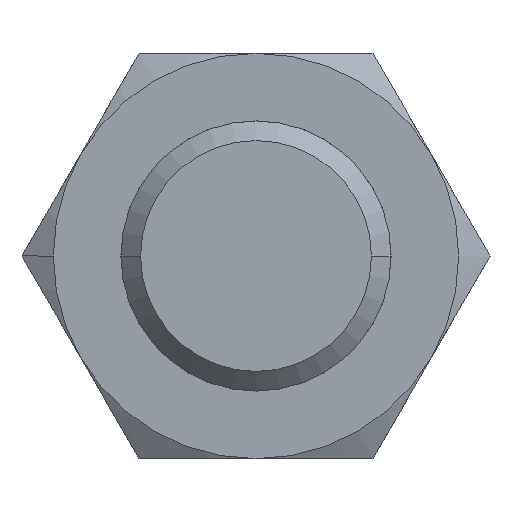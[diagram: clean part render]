
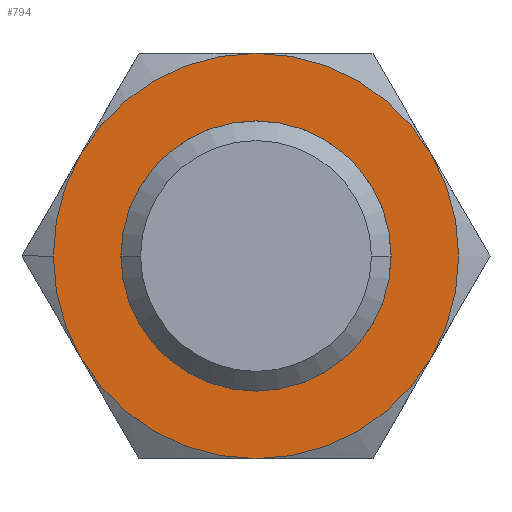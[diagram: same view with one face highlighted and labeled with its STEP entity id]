
A CAD part, front view. The second image highlights one B-rep face of the part: STEP entity #794.
In plain terms, the highlighted planar face has unit normal (0, -1, 0).
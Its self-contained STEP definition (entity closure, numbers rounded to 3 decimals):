
#7 = CARTESIAN_POINT ( 'NONE',  ( 0., 0., 0. ) ) ;
#8 = AXIS2_PLACEMENT_3D ( 'NONE', #566, #187, #221 ) ;
#36 = CARTESIAN_POINT ( 'NONE',  ( 7.794, 0., -4.5 ) ) ;
#37 = VERTEX_POINT ( 'NONE', #267 ) ;
#45 = CARTESIAN_POINT ( 'NONE',  ( 0., 0., 0. ) ) ;
#47 = ORIENTED_EDGE ( 'NONE', *, *, #83, .F. ) ;
#65 = FACE_BOUND ( 'NONE', #933, .T. ) ;
#83 = EDGE_CURVE ( 'NONE', #640, #488, #490, .T. ) ;
#86 = VERTEX_POINT ( 'NONE', #346 ) ;
#108 = AXIS2_PLACEMENT_3D ( 'NONE', #857, #570, #203 ) ;
#117 = DIRECTION ( 'NONE',  ( 0., 1., 0. ) ) ;
#127 = DIRECTION ( 'NONE',  ( -1., 0., 0. ) ) ;
#148 = ORIENTED_EDGE ( 'NONE', *, *, #919, .F. ) ;
#157 = CIRCLE ( 'NONE', #492, 9. ) ;
#158 = CARTESIAN_POINT ( 'NONE',  ( 0., 0., 9. ) ) ;
#173 = ORIENTED_EDGE ( 'NONE', *, *, #517, .T. ) ;
#185 = CIRCLE ( 'NONE', #402, 9. ) ;
#187 = DIRECTION ( 'NONE',  ( 0., 1., 0. ) ) ;
#190 = CARTESIAN_POINT ( 'NONE',  ( 0., 0., 0. ) ) ;
#194 = ORIENTED_EDGE ( 'NONE', *, *, #225, .F. ) ;
#203 = DIRECTION ( 'NONE',  ( -1., 0., 0. ) ) ;
#217 = EDGE_LOOP ( 'NONE', ( #263, #592, #850, #148, #194, #777, #47 ) ) ;
#221 = DIRECTION ( 'NONE',  ( -1., 0., 0. ) ) ;
#225 = EDGE_CURVE ( 'NONE', #276, #486, #520, .T. ) ;
#245 = DIRECTION ( 'NONE',  ( -1., 0., 0. ) ) ;
#263 = ORIENTED_EDGE ( 'NONE', *, *, #508, .F. ) ;
#267 = CARTESIAN_POINT ( 'NONE',  ( -9., 0., 0. ) ) ;
#276 = VERTEX_POINT ( 'NONE', #36 ) ;
#285 = DIRECTION ( 'NONE',  ( -1., 0., 0. ) ) ;
#301 = EDGE_CURVE ( 'NONE', #488, #276, #185, .T. ) ;
#337 = DIRECTION ( 'NONE',  ( 0., 1., 0. ) ) ;
#339 = DIRECTION ( 'NONE',  ( 0., 1., 0. ) ) ;
#346 = CARTESIAN_POINT ( 'NONE',  ( -7.794, 0., 4.5 ) ) ;
#357 = CARTESIAN_POINT ( 'NONE',  ( 0., 0., 0. ) ) ;
#377 = DIRECTION ( 'NONE',  ( 0., 1., 0. ) ) ;
#385 = DIRECTION ( 'NONE',  ( -1., 0., 0. ) ) ;
#396 = DIRECTION ( 'NONE',  ( -1., 0., 0. ) ) ;
#402 = AXIS2_PLACEMENT_3D ( 'NONE', #825, #337, #396 ) ;
#413 = DIRECTION ( 'NONE',  ( -1., 0., 0. ) ) ;
#416 = EDGE_CURVE ( 'NONE', #625, #853, #523, .T. ) ;
#432 = DIRECTION ( 'NONE',  ( -1., 0., 0. ) ) ;
#440 = EDGE_CURVE ( 'NONE', #37, #86, #783, .T. ) ;
#444 = CIRCLE ( 'NONE', #108, 6. ) ;
#454 = ORIENTED_EDGE ( 'NONE', *, *, #416, .T. ) ;
#482 = CARTESIAN_POINT ( 'NONE',  ( 0., 0., 0. ) ) ;
#486 = VERTEX_POINT ( 'NONE', #937 ) ;
#488 = VERTEX_POINT ( 'NONE', #497 ) ;
#490 = CIRCLE ( 'NONE', #844, 9. ) ;
#491 = CIRCLE ( 'NONE', #737, 9. ) ;
#492 = AXIS2_PLACEMENT_3D ( 'NONE', #863, #503, #432 ) ;
#497 = CARTESIAN_POINT ( 'NONE',  ( 7.794, 0., 4.5 ) ) ;
#503 = DIRECTION ( 'NONE',  ( 0., 1., 0. ) ) ;
#508 = EDGE_CURVE ( 'NONE', #86, #640, #491, .T. ) ;
#517 = EDGE_CURVE ( 'NONE', #853, #625, #444, .T. ) ;
#520 = CIRCLE ( 'NONE', #947, 9. ) ;
#523 = CIRCLE ( 'NONE', #860, 6. ) ;
#551 = VERTEX_POINT ( 'NONE', #814 ) ;
#566 = CARTESIAN_POINT ( 'NONE',  ( 9., 0., 0. ) ) ;
#570 = DIRECTION ( 'NONE',  ( 0., 1., 0. ) ) ;
#573 = CARTESIAN_POINT ( 'NONE',  ( -6., 0., 0. ) ) ;
#592 = ORIENTED_EDGE ( 'NONE', *, *, #440, .F. ) ;
#613 = AXIS2_PLACEMENT_3D ( 'NONE', #357, #852, #127 ) ;
#625 = VERTEX_POINT ( 'NONE', #809 ) ;
#635 = DIRECTION ( 'NONE',  ( 0., 1., 0. ) ) ;
#640 = VERTEX_POINT ( 'NONE', #158 ) ;
#673 = CIRCLE ( 'NONE', #828, 9. ) ;
#695 = FACE_OUTER_BOUND ( 'NONE', #217, .T. ) ;
#737 = AXIS2_PLACEMENT_3D ( 'NONE', #792, #635, #785 ) ;
#777 = ORIENTED_EDGE ( 'NONE', *, *, #301, .F. ) ;
#779 = DIRECTION ( 'NONE',  ( 0., 1., 0. ) ) ;
#783 = CIRCLE ( 'NONE', #613, 9. ) ;
#785 = DIRECTION ( 'NONE',  ( -1., 0., 0. ) ) ;
#792 = CARTESIAN_POINT ( 'NONE',  ( 0., 0., 0. ) ) ;
#794 = ADVANCED_FACE ( 'NONE', ( #695, #65 ), #942, .F. ) ;
#802 = EDGE_CURVE ( 'NONE', #551, #37, #673, .T. ) ;
#809 = CARTESIAN_POINT ( 'NONE',  ( 6., 0., 0. ) ) ;
#814 = CARTESIAN_POINT ( 'NONE',  ( -7.794, 0., -4.5 ) ) ;
#825 = CARTESIAN_POINT ( 'NONE',  ( 0., 0., 0. ) ) ;
#828 = AXIS2_PLACEMENT_3D ( 'NONE', #482, #339, #285 ) ;
#844 = AXIS2_PLACEMENT_3D ( 'NONE', #45, #779, #413 ) ;
#850 = ORIENTED_EDGE ( 'NONE', *, *, #802, .F. ) ;
#852 = DIRECTION ( 'NONE',  ( 0., 1., 0. ) ) ;
#853 = VERTEX_POINT ( 'NONE', #573 ) ;
#857 = CARTESIAN_POINT ( 'NONE',  ( 0., 0., 0. ) ) ;
#860 = AXIS2_PLACEMENT_3D ( 'NONE', #190, #117, #245 ) ;
#863 = CARTESIAN_POINT ( 'NONE',  ( 0., 0., 0. ) ) ;
#919 = EDGE_CURVE ( 'NONE', #486, #551, #157, .T. ) ;
#933 = EDGE_LOOP ( 'NONE', ( #173, #454 ) ) ;
#937 = CARTESIAN_POINT ( 'NONE',  ( 0., 0., -9. ) ) ;
#942 = PLANE ( 'NONE',  #8 ) ;
#947 = AXIS2_PLACEMENT_3D ( 'NONE', #7, #377, #385 ) ;
